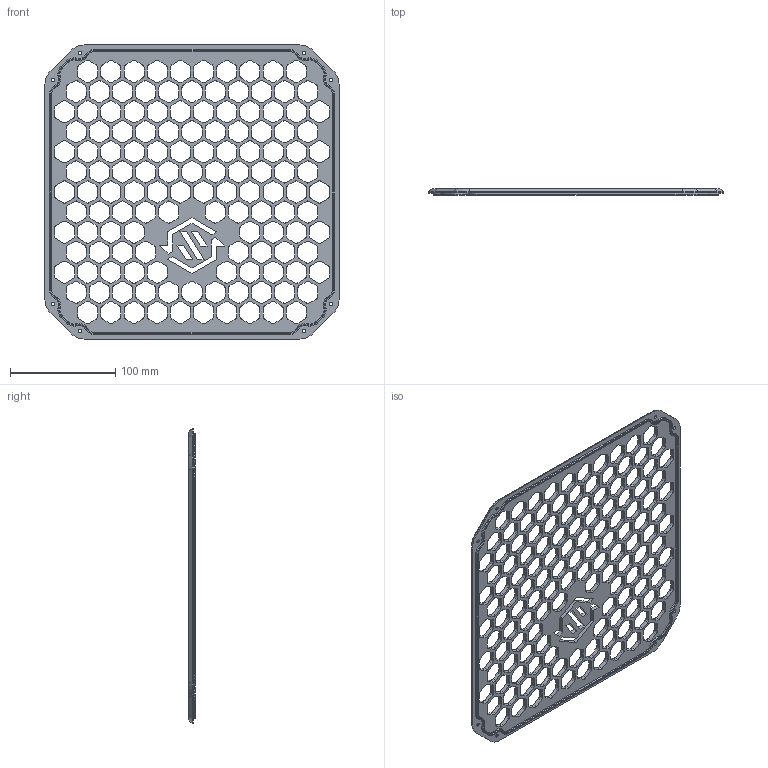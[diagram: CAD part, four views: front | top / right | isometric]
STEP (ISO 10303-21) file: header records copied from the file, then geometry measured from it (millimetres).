
FILE_DESCRIPTION(/* description */ ('','CAx-IF Rec.Pracs.---Representation and Presentation of Product Manufacturing Information (PMI)---4.0---2014-10-13'),/* implementation_level */ '2;1');
FILE_NAME(/* name */ 'Hexabackpack_Backplate_Lid.step',/* time_stamp */ '2025-03-03T18:43:56+01:00',/* author */ (''),/* organization */ (''),/* preprocessor_version */ 'ST-DEVELOPER v20',/* originating_system */ 'Autodesk Translation Framework v13.20.0.188',/* authorisation */ '');
FILE_SCHEMA (('AP242_MANAGED_MODEL_BASED_3D_ENGINEERING_MIM_LF { 1 0 10303 442 1 1 4 }'));
Length unit declared in the file: millimetre
Products named in the file (1): Hexabackpack_Backplate_Lid
Bounding box: 280 x 6 x 280 mm (x, y, z)
Volume: 131635.7 mm3; surface area: 109193.3 mm2
Topology: 1 solids, 1 shells, 1836 faces, 5416 edges, 3584 vertices
Faces by surface type: cylinder 896, plane 884, torus 48, cone 8
Full cylindrical faces by diameter (mm): 3.1 x8
Entity records: 62289 total; most frequent: DIRECTION 10970, CARTESIAN_POINT 10837, ORIENTED_EDGE 10832, EDGE_CURVE 5416, AXIS2_PLACEMENT_3D 3717, VERTEX_POINT 3584, LINE 3536, VECTOR 3536
